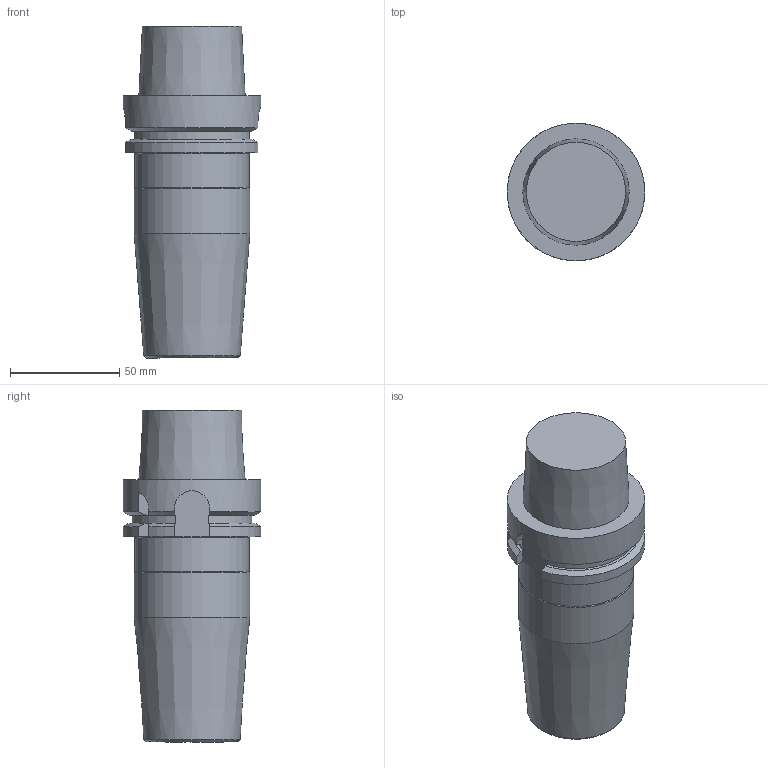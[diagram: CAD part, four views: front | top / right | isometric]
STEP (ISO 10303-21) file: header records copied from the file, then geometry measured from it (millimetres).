
FILE_DESCRIPTION(/* description */ (''),/* implementation_level */ '2;1');
FILE_NAME(/* name */ '1489150120023.stp',/* time_stamp */ '2017-03-10T13:48:53+01:00',/* author */ (''),/* organization */ ('SMS'),/* preprocessor_version */ 'ST-DEVELOPER v15',/* originating_system */ 'SIEMENS PLM Software NX 8.5',/* authorisation */ '');
FILE_SCHEMA (('AUTOMOTIVE_DESIGN { 1 0 10303 214 3 1 1 1 }'));
Length unit declared in the file: millimetre
Products named in the file (1): HA06-SH32Q-S-120
Bounding box: 63 x 63 x 152 mm (x, y, z)
Volume: 260142.6 mm3; surface area: 41768 mm2
Topology: 2 solids, 2 shells, 53 faces, 157 edges, 109 vertices
Faces by surface type: plane 26, cylinder 15, cone 11, torus 1
Full cylindrical faces by diameter (mm): 32 x1, 32.6 x1, 52.5 x1, 53 x1, 63 x1
Entity records: 1799 total; most frequent: CARTESIAN_POINT 417, ORIENTED_EDGE 278, DIRECTION 266, EDGE_CURVE 139, VERTEX_POINT 102, AXIS2_PLACEMENT_3D 97, LINE 72, VECTOR 72
